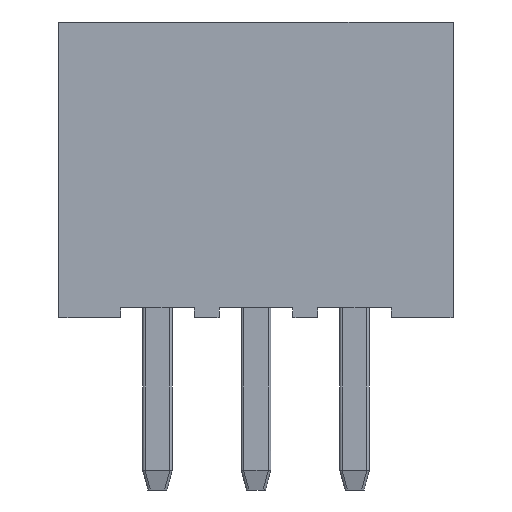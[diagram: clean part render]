
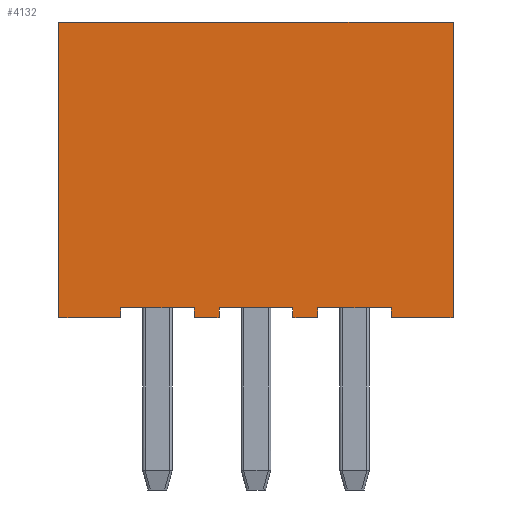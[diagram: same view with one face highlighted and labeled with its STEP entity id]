
A CAD part, front view. The second image highlights one B-rep face of the part: STEP entity #4132.
In plain terms, the highlighted planar face has unit normal (0, -1, 0).
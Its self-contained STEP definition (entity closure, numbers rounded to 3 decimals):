
#38 = CARTESIAN_POINT ( 'NONE',  ( 0.75, -2.9, 0. ) ) ;
#301 = CARTESIAN_POINT ( 'NONE',  ( 2., -2.9, 6. ) ) ;
#427 = VECTOR ( 'NONE', #16525, 1000. ) ;
#509 = VECTOR ( 'NONE', #20170, 1000. ) ;
#802 = EDGE_CURVE ( 'NONE', #998, #20296, #7198, .T. ) ;
#935 = ORIENTED_EDGE ( 'NONE', *, *, #802, .T. ) ;
#943 = CARTESIAN_POINT ( 'NONE',  ( -3.25, -2.9, 0. ) ) ;
#998 = VERTEX_POINT ( 'NONE', #6925 ) ;
#1181 = ORIENTED_EDGE ( 'NONE', *, *, #21059, .F. ) ;
#1185 = CARTESIAN_POINT ( 'NONE',  ( -3.25, -2.9, 0.2 ) ) ;
#1400 = VECTOR ( 'NONE', #21818, 1000. ) ;
#1477 = DIRECTION ( 'NONE',  ( -1., 0., 0. ) ) ;
#2084 = EDGE_CURVE ( 'NONE', #6608, #11512, #3508, .T. ) ;
#2192 = VECTOR ( 'NONE', #18591, 1000. ) ;
#2238 = CARTESIAN_POINT ( 'NONE',  ( -1.25, -2.9, 0. ) ) ;
#2735 = EDGE_CURVE ( 'NONE', #5696, #11351, #18318, .T. ) ;
#2798 = VERTEX_POINT ( 'NONE', #38 ) ;
#3054 = VECTOR ( 'NONE', #1477, 1000. ) ;
#3475 = DIRECTION ( 'NONE',  ( 0., 0., -1. ) ) ;
#3508 = LINE ( 'NONE', #18752, #11195 ) ;
#3516 = ORIENTED_EDGE ( 'NONE', *, *, #16540, .T. ) ;
#3721 = DIRECTION ( 'NONE',  ( 0., 0., -1. ) ) ;
#4037 = CARTESIAN_POINT ( 'NONE',  ( -2.75, -2.9, 0.2 ) ) ;
#4132 = ADVANCED_FACE ( 'NONE', ( #5232 ), #11955, .T. ) ;
#4200 = ORIENTED_EDGE ( 'NONE', *, *, #8672, .F. ) ;
#4467 = ORIENTED_EDGE ( 'NONE', *, *, #8350, .F. ) ;
#4474 = LINE ( 'NONE', #15064, #1400 ) ;
#4564 = VECTOR ( 'NONE', #19876, 1000. ) ;
#4765 = CARTESIAN_POINT ( 'NONE',  ( -6., -2.9, 0. ) ) ;
#5232 = FACE_OUTER_BOUND ( 'NONE', #21786, .T. ) ;
#5696 = VERTEX_POINT ( 'NONE', #301 ) ;
#5739 = VERTEX_POINT ( 'NONE', #17246 ) ;
#5947 = VERTEX_POINT ( 'NONE', #11595 ) ;
#6139 = EDGE_CURVE ( 'NONE', #5696, #998, #18235, .T. ) ;
#6153 = CARTESIAN_POINT ( 'NONE',  ( -4.75, -2.9, 0. ) ) ;
#6408 = DIRECTION ( 'NONE',  ( -1., 0., 0. ) ) ;
#6590 = ORIENTED_EDGE ( 'NONE', *, *, #10147, .F. ) ;
#6608 = VERTEX_POINT ( 'NONE', #10399 ) ;
#6925 = CARTESIAN_POINT ( 'NONE',  ( -6., -2.9, 6. ) ) ;
#6975 = ORIENTED_EDGE ( 'NONE', *, *, #13867, .F. ) ;
#7142 = ORIENTED_EDGE ( 'NONE', *, *, #18795, .F. ) ;
#7198 = LINE ( 'NONE', #17365, #17835 ) ;
#7622 = AXIS2_PLACEMENT_3D ( 'NONE', #18842, #18604, #3475 ) ;
#7719 = CARTESIAN_POINT ( 'NONE',  ( -0.75, -2.9, 0.2 ) ) ;
#7731 = CARTESIAN_POINT ( 'NONE',  ( 2., -2.9, 0. ) ) ;
#7949 = LINE ( 'NONE', #4765, #9657 ) ;
#8092 = ORIENTED_EDGE ( 'NONE', *, *, #2735, .F. ) ;
#8155 = CARTESIAN_POINT ( 'NONE',  ( 2., -2.9, 6. ) ) ;
#8350 = EDGE_CURVE ( 'NONE', #17121, #5739, #15402, .T. ) ;
#8363 = EDGE_CURVE ( 'NONE', #11810, #21632, #15616, .T. ) ;
#8425 = CARTESIAN_POINT ( 'NONE',  ( -6., -2.9, 0. ) ) ;
#8461 = LINE ( 'NONE', #7719, #21615 ) ;
#8561 = DIRECTION ( 'NONE',  ( 0., 0., -1. ) ) ;
#8667 = CARTESIAN_POINT ( 'NONE',  ( -3.25, -2.9, 0.2 ) ) ;
#8672 = EDGE_CURVE ( 'NONE', #17047, #11810, #18205, .T. ) ;
#8854 = ORIENTED_EDGE ( 'NONE', *, *, #11447, .F. ) ;
#8869 = CARTESIAN_POINT ( 'NONE',  ( -6., -2.9, 0. ) ) ;
#8976 = VECTOR ( 'NONE', #6408, 1000. ) ;
#9013 = CARTESIAN_POINT ( 'NONE',  ( -4.75, -2.9, 0.2 ) ) ;
#9082 = DIRECTION ( 'NONE',  ( 0., 0., -1. ) ) ;
#9265 = CARTESIAN_POINT ( 'NONE',  ( -6., -2.9, 0. ) ) ;
#9549 = VECTOR ( 'NONE', #3721, 1000. ) ;
#9616 = DIRECTION ( 'NONE',  ( -1., 0., 0. ) ) ;
#9657 = VECTOR ( 'NONE', #11477, 1000. ) ;
#10080 = CARTESIAN_POINT ( 'NONE',  ( 0.75, -2.9, 0.2 ) ) ;
#10147 = EDGE_CURVE ( 'NONE', #19462, #6608, #20232, .T. ) ;
#10399 = CARTESIAN_POINT ( 'NONE',  ( -0.75, -2.9, 0. ) ) ;
#10524 = DIRECTION ( 'NONE',  ( -1., 0., 0. ) ) ;
#11195 = VECTOR ( 'NONE', #13420, 1000. ) ;
#11351 = VERTEX_POINT ( 'NONE', #7731 ) ;
#11447 = EDGE_CURVE ( 'NONE', #18751, #17121, #15033, .T. ) ;
#11477 = DIRECTION ( 'NONE',  ( -1., 0., 0. ) ) ;
#11512 = VERTEX_POINT ( 'NONE', #2238 ) ;
#11595 = CARTESIAN_POINT ( 'NONE',  ( 0.75, -2.9, 0.2 ) ) ;
#11810 = VERTEX_POINT ( 'NONE', #9013 ) ;
#11825 = DIRECTION ( 'NONE',  ( 0., 0., -1. ) ) ;
#11955 = PLANE ( 'NONE',  #7622 ) ;
#12292 = CARTESIAN_POINT ( 'NONE',  ( -1.25, -2.9, 0.2 ) ) ;
#13304 = CARTESIAN_POINT ( 'NONE',  ( -4.75, -2.9, 0.2 ) ) ;
#13420 = DIRECTION ( 'NONE',  ( -1., 0., 0. ) ) ;
#13605 = LINE ( 'NONE', #8425, #2192 ) ;
#13693 = CARTESIAN_POINT ( 'NONE',  ( -0.75, -2.9, 0.2 ) ) ;
#13867 = EDGE_CURVE ( 'NONE', #5947, #19462, #8461, .T. ) ;
#13876 = ORIENTED_EDGE ( 'NONE', *, *, #15455, .T. ) ;
#14442 = EDGE_CURVE ( 'NONE', #5947, #2798, #20560, .T. ) ;
#14464 = ORIENTED_EDGE ( 'NONE', *, *, #8363, .F. ) ;
#14593 = ORIENTED_EDGE ( 'NONE', *, *, #2084, .F. ) ;
#14594 = EDGE_CURVE ( 'NONE', #5739, #15055, #7949, .T. ) ;
#14989 = CARTESIAN_POINT ( 'NONE',  ( -2.75, -2.9, 0.2 ) ) ;
#15033 = LINE ( 'NONE', #16894, #8976 ) ;
#15055 = VERTEX_POINT ( 'NONE', #943 ) ;
#15064 = CARTESIAN_POINT ( 'NONE',  ( -1.25, -2.9, 0.2 ) ) ;
#15402 = LINE ( 'NONE', #14989, #509 ) ;
#15455 = EDGE_CURVE ( 'NONE', #17047, #15055, #20495, .T. ) ;
#15539 = VECTOR ( 'NONE', #10524, 1000. ) ;
#15616 = LINE ( 'NONE', #15837, #9549 ) ;
#15837 = CARTESIAN_POINT ( 'NONE',  ( -4.75, -2.9, 0.2 ) ) ;
#16525 = DIRECTION ( 'NONE',  ( -1., 0., 0. ) ) ;
#16540 = EDGE_CURVE ( 'NONE', #18751, #11512, #4474, .T. ) ;
#16562 = CARTESIAN_POINT ( 'NONE',  ( -6., -2.9, 6. ) ) ;
#16866 = LINE ( 'NONE', #8869, #15539 ) ;
#16894 = CARTESIAN_POINT ( 'NONE',  ( -2.75, -2.9, 0.2 ) ) ;
#17047 = VERTEX_POINT ( 'NONE', #1185 ) ;
#17121 = VERTEX_POINT ( 'NONE', #4037 ) ;
#17246 = CARTESIAN_POINT ( 'NONE',  ( -2.75, -2.9, 0. ) ) ;
#17365 = CARTESIAN_POINT ( 'NONE',  ( -6., -2.9, 6. ) ) ;
#17377 = VECTOR ( 'NONE', #18691, 1000. ) ;
#17447 = VECTOR ( 'NONE', #8561, 1000. ) ;
#17527 = ORIENTED_EDGE ( 'NONE', *, *, #14594, .F. ) ;
#17835 = VECTOR ( 'NONE', #9082, 1000. ) ;
#18098 = ORIENTED_EDGE ( 'NONE', *, *, #14442, .T. ) ;
#18205 = LINE ( 'NONE', #13304, #427 ) ;
#18235 = LINE ( 'NONE', #16562, #3054 ) ;
#18318 = LINE ( 'NONE', #8155, #4564 ) ;
#18591 = DIRECTION ( 'NONE',  ( -1., 0., 0. ) ) ;
#18604 = DIRECTION ( 'NONE',  ( 0., -1., 0. ) ) ;
#18691 = DIRECTION ( 'NONE',  ( 0., 0., -1. ) ) ;
#18751 = VERTEX_POINT ( 'NONE', #12292 ) ;
#18752 = CARTESIAN_POINT ( 'NONE',  ( -6., -2.9, 0. ) ) ;
#18795 = EDGE_CURVE ( 'NONE', #21632, #20296, #16866, .T. ) ;
#18842 = CARTESIAN_POINT ( 'NONE',  ( -6., -2.9, 6. ) ) ;
#19462 = VERTEX_POINT ( 'NONE', #19666 ) ;
#19533 = ORIENTED_EDGE ( 'NONE', *, *, #6139, .T. ) ;
#19666 = CARTESIAN_POINT ( 'NONE',  ( -0.75, -2.9, 0.2 ) ) ;
#19876 = DIRECTION ( 'NONE',  ( 0., 0., -1. ) ) ;
#20170 = DIRECTION ( 'NONE',  ( 0., 0., -1. ) ) ;
#20232 = LINE ( 'NONE', #13693, #20571 ) ;
#20296 = VERTEX_POINT ( 'NONE', #9265 ) ;
#20495 = LINE ( 'NONE', #8667, #17447 ) ;
#20560 = LINE ( 'NONE', #10080, #17377 ) ;
#20571 = VECTOR ( 'NONE', #11825, 1000. ) ;
#21059 = EDGE_CURVE ( 'NONE', #11351, #2798, #13605, .T. ) ;
#21615 = VECTOR ( 'NONE', #9616, 1000. ) ;
#21632 = VERTEX_POINT ( 'NONE', #6153 ) ;
#21786 = EDGE_LOOP ( 'NONE', ( #3516, #14593, #6590, #6975, #18098, #1181, #8092, #19533, #935, #7142, #14464, #4200, #13876, #17527, #4467, #8854 ) ) ;
#21818 = DIRECTION ( 'NONE',  ( 0., 0., -1. ) ) ;
